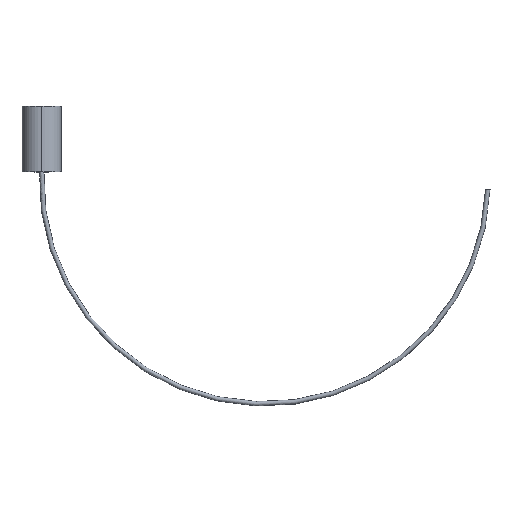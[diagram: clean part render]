
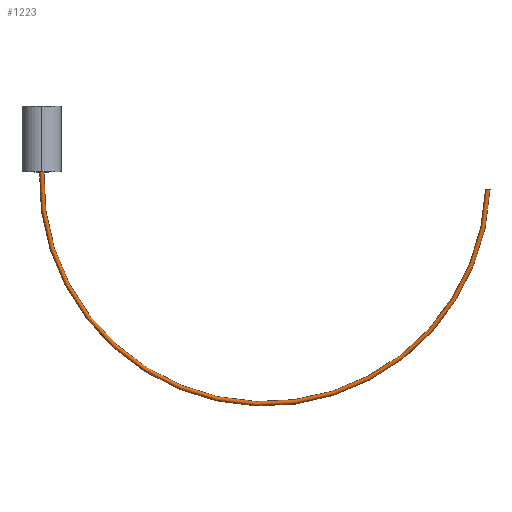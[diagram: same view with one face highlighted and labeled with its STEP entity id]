
A CAD part, top view. The second image highlights one B-rep face of the part: STEP entity #1223.
In plain terms, the highlighted toroidal (fillet/blend) face has major radius 129.155 mm and minor radius 1.27 mm.
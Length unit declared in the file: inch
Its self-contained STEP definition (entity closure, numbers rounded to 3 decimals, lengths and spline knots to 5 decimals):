
#73 = EDGE_CURVE ( 'NONE', #431, #176, #74, .T. ) ;
#74 = B_SPLINE_CURVE_WITH_KNOTS ( 'NONE', 3,
 ( #1029, #1713, #1309, #442, #600, #1013, #463, #1170, #576, #1141, #285, #1735, #1597, #312, #867, #1283, #1704, #1436 ),
 .UNSPECIFIED., .F., .F.,
 ( 4, 2, 2, 2, 1, 1, 2, 2, 2, 4 ),
 ( 0., 0.12508, 0.18762, 0.21889, 0.23452, 0.24234, 0.24625, 0.25015, 0.37523, 0.50031 ),
 .UNSPECIFIED. ) ;
#128 = VERTEX_POINT ( 'NONE', #625 ) ;
#176 = VERTEX_POINT ( 'NONE', #516 ) ;
#185 = DIRECTION ( 'NONE',  ( 0., 0., 1. ) ) ;
#219 = AXIS2_PLACEMENT_3D ( 'NONE', #1233, #1117, #816 ) ;
#250 = DIRECTION ( 'NONE',  ( 0.039, 0.999, 0. ) ) ;
#285 = CARTESIAN_POINT ( 'NONE',  ( -0.03496, 0., 0.03578 ) ) ;
#312 = CARTESIAN_POINT ( 'NONE',  ( -0.04025, 0., 0.0305 ) ) ;
#389 = DIRECTION ( 'NONE',  ( 1., 0., 0. ) ) ;
#391 = ORIENTED_EDGE ( 'NONE', *, *, #541, .T. ) ;
#431 = VERTEX_POINT ( 'NONE', #1173 ) ;
#436 = FACE_OUTER_BOUND ( 'NONE', #1101, .T. ) ;
#442 = CARTESIAN_POINT ( 'NONE',  ( -0.02477, 0.00001, 0.04356 ) ) ;
#463 = CARTESIAN_POINT ( 'NONE',  ( -0.03176, 0., 0.03866 ) ) ;
#516 = CARTESIAN_POINT ( 'NONE',  ( -0.05004, 0., 0. ) ) ;
#518 = CIRCLE ( 'NONE', #549, 5.03482 ) ;
#541 = EDGE_CURVE ( 'NONE', #128, #431, #1829, .T. ) ;
#549 = AXIS2_PLACEMENT_3D ( 'NONE', #680, #835, #389 ) ;
#562 = DIRECTION ( 'NONE',  ( -0.999, 0.039, 0. ) ) ;
#565 = ORIENTED_EDGE ( 'NONE', *, *, #1693, .F. ) ;
#576 = CARTESIAN_POINT ( 'NONE',  ( -0.03389, 0., 0.0368 ) ) ;
#600 = CARTESIAN_POINT ( 'NONE',  ( -0.02735, 0.00001, 0.04196 ) ) ;
#625 = CARTESIAN_POINT ( 'NONE',  ( 0.04996, -0.00195, 0. ) ) ;
#664 = AXIS2_PLACEMENT_3D ( 'NONE', #817, #250, #562 ) ;
#680 = CARTESIAN_POINT ( 'NONE',  ( 5.08094, -0.19865, 0. ) ) ;
#812 = CIRCLE ( 'NONE', #664, 0.05 ) ;
#814 = DIRECTION ( 'NONE',  ( 1., 0., 0. ) ) ;
#816 = DIRECTION ( 'NONE',  ( 0.999, -0.039, 0. ) ) ;
#817 = CARTESIAN_POINT ( 'NONE',  ( 10.16188, -0.3973, 0. ) ) ;
#823 = AXIS2_PLACEMENT_3D ( 'NONE', #1273, #986, #814 ) ;
#835 = DIRECTION ( 'NONE',  ( 0., 0., 1. ) ) ;
#863 = CARTESIAN_POINT ( 'NONE',  ( 5.08094, -0.19865, 0. ) ) ;
#867 = CARTESIAN_POINT ( 'NONE',  ( -0.04397, 0., 0.02474 ) ) ;
#983 = VERTEX_POINT ( 'NONE', #1232 ) ;
#986 = DIRECTION ( 'NONE',  ( 0., 0., 1. ) ) ;
#1013 = CARTESIAN_POINT ( 'NONE',  ( -0.03072, 0., 0.03949 ) ) ;
#1029 = CARTESIAN_POINT ( 'NONE',  ( 0., 0., 0.05 ) ) ;
#1054 = CIRCLE ( 'NONE', #1323, 5.13482 ) ;
#1101 = EDGE_LOOP ( 'NONE', ( #1848, #1661, #565, #1384, #391 ) ) ;
#1117 = DIRECTION ( 'NONE',  ( -0.039, -0.999, 0. ) ) ;
#1141 = CARTESIAN_POINT ( 'NONE',  ( -0.03464, 0., 0.03608 ) ) ;
#1170 = CARTESIAN_POINT ( 'NONE',  ( -0.03319, 0., 0.03742 ) ) ;
#1173 = CARTESIAN_POINT ( 'NONE',  ( 0., 0., 0.05 ) ) ;
#1223 = ADVANCED_FACE ( 'NONE', ( #436 ), #1482, .T. ) ;
#1232 = CARTESIAN_POINT ( 'NONE',  ( 10.21184, -0.39925, 0. ) ) ;
#1233 = CARTESIAN_POINT ( 'NONE',  ( 0., 0., 0. ) ) ;
#1273 = CARTESIAN_POINT ( 'NONE',  ( 5.08094, -0.19865, 0. ) ) ;
#1283 = CARTESIAN_POINT ( 'NONE',  ( -0.04887, 0., 0.01259 ) ) ;
#1309 = CARTESIAN_POINT ( 'NONE',  ( -0.01594, 0.00001, 0.04785 ) ) ;
#1323 = AXIS2_PLACEMENT_3D ( 'NONE', #863, #185, #1720 ) ;
#1384 = ORIENTED_EDGE ( 'NONE', *, *, #1652, .F. ) ;
#1436 = CARTESIAN_POINT ( 'NONE',  ( -0.05004, 0., 0. ) ) ;
#1442 = CARTESIAN_POINT ( 'NONE',  ( 10.11192, -0.39535, 0. ) ) ;
#1482 = TOROIDAL_SURFACE ( 'NONE', #823, 5.08482, 0.05 ) ;
#1597 = CARTESIAN_POINT ( 'NONE',  ( -0.03522, 0., 0.03552 ) ) ;
#1652 = EDGE_CURVE ( 'NONE', #128, #1796, #518, .T. ) ;
#1661 = ORIENTED_EDGE ( 'NONE', *, *, #1756, .T. ) ;
#1693 = EDGE_CURVE ( 'NONE', #1796, #983, #812, .T. ) ;
#1704 = CARTESIAN_POINT ( 'NONE',  ( -0.05004, 0., 0.00622 ) ) ;
#1713 = CARTESIAN_POINT ( 'NONE',  ( -0.00851, 0., 0.05 ) ) ;
#1720 = DIRECTION ( 'NONE',  ( 1., 0., 0. ) ) ;
#1735 = CARTESIAN_POINT ( 'NONE',  ( -0.03516, 0., 0.03557 ) ) ;
#1756 = EDGE_CURVE ( 'NONE', #176, #983, #1054, .T. ) ;
#1796 = VERTEX_POINT ( 'NONE', #1442 ) ;
#1829 = CIRCLE ( 'NONE', #219, 0.05 ) ;
#1848 = ORIENTED_EDGE ( 'NONE', *, *, #73, .T. ) ;
